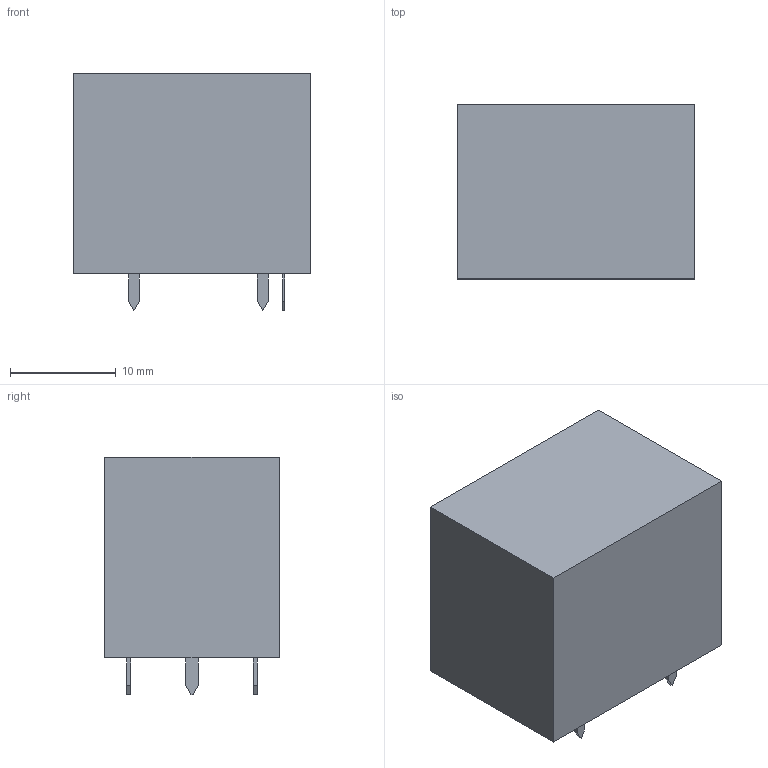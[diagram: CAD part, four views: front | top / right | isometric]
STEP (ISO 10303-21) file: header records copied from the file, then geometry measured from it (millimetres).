
FILE_DESCRIPTION( ( '' ), ' ' );
FILE_NAME( '58c01fe4e493aa0f85ab387b.step', '2017-03-08T15:14:44', ( '' ), ( '' ), ' ', ' ', ' ' );
FILE_SCHEMA( ( 'AUTOMOTIVE_DESIGN { 1 0 10303 214 1 1 1 1 }' ) );
Length unit declared in the file: metre
Products named in the file (1): Open CASCADE STEP translator 6.8 1
Bounding box: 22.5 x 16.5 x 22.5 mm (x, y, z)
Volume: 7059.4 mm3; surface area: 2267.9 mm2
Topology: 1 solids, 1 shells, 37 faces, 90 edges, 60 vertices
Faces by surface type: plane 37
Entity records: 1826 total; most frequent: CARTESIAN_POINT 188, ORIENTED_EDGE 180, DIRECTION 166, STYLED_ITEM 127, PRESENTATION_STYLE_ASSIGNMENT 127, COLOUR_RGB 127, EDGE_CURVE 90, CURVE_STYLE 90
